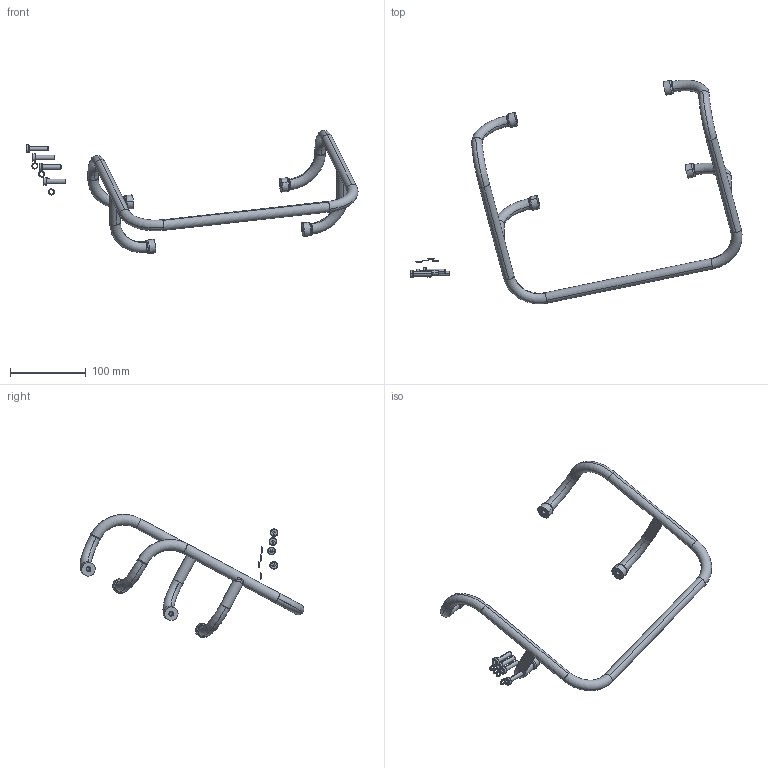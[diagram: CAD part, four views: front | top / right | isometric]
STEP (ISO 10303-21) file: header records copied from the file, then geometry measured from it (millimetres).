
FILE_DESCRIPTION (( 'STEP AP214' ), '1' );
FILE_NAME ('13341001.STEP', '2012-07-03T10:50:42', ( ' ' ), ( '' ), 'SwSTEP 2.0', 'SolidWorks 2011', '' );
FILE_SCHEMA (( 'AUTOMOTIVE_DESIGN' ));
Length unit declared in the file: millimetre
Products named in the file (7): 51003; 82154; 93264; 94114; 13341001; 94114-1; 94114-2_Standard<Wie bearbeitet>
Assembly tree (15 placements, depth 3):
  13341001
    51003
      82154  x4
      93264  x4
    94114
      94114-1  x4
      94114-2_Standard<Wie bearbeitet>
Bounding box: 436.97 x 294.38 x 162.2 mm (x, y, z)
Volume: 77527.4 mm3; surface area: 98065 mm2
Topology: 13 solids, 13 shells, 306 faces, 681 edges, 411 vertices
Faces by surface type: cylinder 118, plane 92, torus 48, cone 32, bspline 16
Entity records: 5525 total; most frequent: CARTESIAN_POINT 1585, DIRECTION 882, ORIENTED_EDGE 722, AXIS2_PLACEMENT_3D 387, EDGE_CURVE 361, VERTEX_POINT 222, CIRCLE 218, EDGE_LOOP 165
